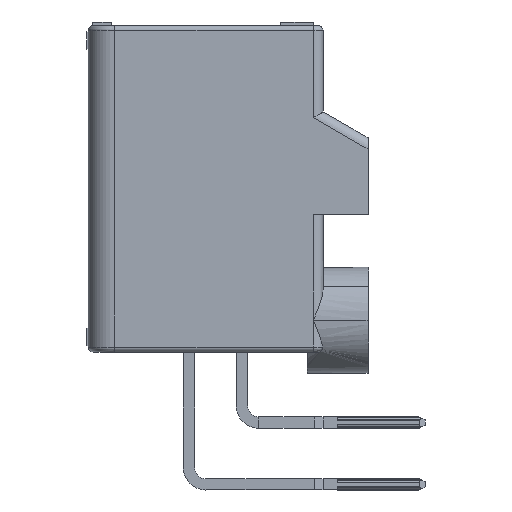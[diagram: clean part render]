
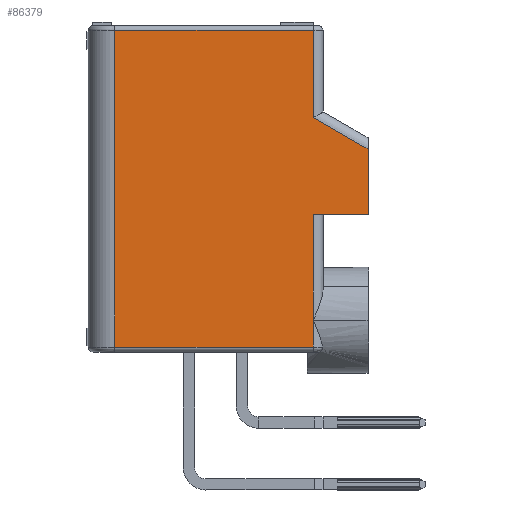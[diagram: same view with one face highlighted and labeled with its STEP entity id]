
A CAD part, left-side view. The second image highlights one B-rep face of the part: STEP entity #86379.
In plain terms, the highlighted planar face has unit normal (-1, 0, 0).
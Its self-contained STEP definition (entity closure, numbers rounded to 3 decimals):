
#1690=CARTESIAN_POINT('',(-16.15,-6.1,-7.45));
#1691=VERTEX_POINT('',#1690);
#2037=CARTESIAN_POINT('',(-16.15,-6.1,-8.97));
#2038=VERTEX_POINT('',#2037);
#2079=CARTESIAN_POINT('',(-16.15,5.15,-8.97));
#2080=VERTEX_POINT('',#2079);
#2081=CARTESIAN_POINT('',(-16.15,-6.1,-8.97));
#2082=CARTESIAN_POINT('',(-16.15,-3.85,-8.97));
#2083=CARTESIAN_POINT('',(-16.15,-1.6,-8.97));
#2084=CARTESIAN_POINT('',(-16.15,0.65,-8.97));
#2085=CARTESIAN_POINT('',(-16.15,2.9,-8.97));
#2086=CARTESIAN_POINT('',(-16.15,5.15,-8.97));
#2087=B_SPLINE_CURVE_WITH_KNOTS('',5,(#2081,#2082,#2083,#2084,#2085,#2086),.UNSPECIFIED.,.F.,.U.,(6,6),(0.,11.25),.UNSPECIFIED.);
#2088=EDGE_CURVE('',#2038,#2080,#2087,.T.);
#7125=CARTESIAN_POINT('',(-16.15,5.15,8.97));
#7126=VERTEX_POINT('',#7125);
#7127=CARTESIAN_POINT('',(-16.15,5.15,-8.97));
#7128=CARTESIAN_POINT('',(-16.15,5.15,-5.382));
#7129=CARTESIAN_POINT('',(-16.15,5.15,-1.794));
#7130=CARTESIAN_POINT('',(-16.15,5.15,1.794));
#7131=CARTESIAN_POINT('',(-16.15,5.15,5.382));
#7132=CARTESIAN_POINT('',(-16.15,5.15,8.97));
#7133=B_SPLINE_CURVE_WITH_KNOTS('',5,(#7127,#7128,#7129,#7130,#7131,#7132),.UNSPECIFIED.,.F.,.U.,(6,6),(0.,17.94),.UNSPECIFIED.);
#7134=EDGE_CURVE('',#2080,#7126,#7133,.T.);
#7175=CARTESIAN_POINT('',(-16.15,-6.1,-1.45));
#7176=VERTEX_POINT('',#7175);
#7195=CARTESIAN_POINT('',(-16.15,-6.1,-1.45));
#7196=CARTESIAN_POINT('',(-16.15,-6.1,-2.65));
#7197=CARTESIAN_POINT('',(-16.15,-6.1,-3.85));
#7198=CARTESIAN_POINT('',(-16.15,-6.1,-5.05));
#7199=CARTESIAN_POINT('',(-16.15,-6.1,-6.25));
#7200=CARTESIAN_POINT('',(-16.15,-6.1,-7.45));
#7201=B_SPLINE_CURVE_WITH_KNOTS('',5,(#7195,#7196,#7197,#7198,#7199,#7200),.UNSPECIFIED.,.F.,.U.,(6,6),(0.,6.),.UNSPECIFIED.);
#7202=EDGE_CURVE('',#7176,#1691,#7201,.T.);
#7808=CARTESIAN_POINT('',(-16.15,-6.1,-7.45));
#7809=CARTESIAN_POINT('',(-16.15,-6.1,-7.754));
#7810=CARTESIAN_POINT('',(-16.15,-6.1,-8.058));
#7811=CARTESIAN_POINT('',(-16.15,-6.1,-8.362));
#7812=CARTESIAN_POINT('',(-16.15,-6.1,-8.666));
#7813=CARTESIAN_POINT('',(-16.15,-6.1,-8.97));
#7814=B_SPLINE_CURVE_WITH_KNOTS('',5,(#7808,#7809,#7810,#7811,#7812,#7813),.UNSPECIFIED.,.F.,.U.,(6,6),(0.,1.52),.UNSPECIFIED.);
#7815=EDGE_CURVE('',#1691,#2038,#7814,.T.);
#86194=CARTESIAN_POINT('',(-16.15,-9.2,-1.45));
#86195=VERTEX_POINT('',#86194);
#86205=CARTESIAN_POINT('',(-16.15,-9.2,-1.45));
#86206=CARTESIAN_POINT('',(-16.15,-8.58,-1.45));
#86207=CARTESIAN_POINT('',(-16.15,-7.96,-1.45));
#86208=CARTESIAN_POINT('',(-16.15,-7.34,-1.45));
#86209=CARTESIAN_POINT('',(-16.15,-6.72,-1.45));
#86210=CARTESIAN_POINT('',(-16.15,-6.1,-1.45));
#86211=B_SPLINE_CURVE_WITH_KNOTS('',5,(#86205,#86206,#86207,#86208,#86209,#86210),.UNSPECIFIED.,.F.,.U.,(6,6),(0.,3.1),.UNSPECIFIED.);
#86212=EDGE_CURVE('',#86195,#7176,#86211,.T.);
#86325=CARTESIAN_POINT('',(-16.15,-2.025,0.));
#86326=DIRECTION('',(0.,-1.,0.));
#86327=DIRECTION('',(-1.,0.,0.));
#86328=AXIS2_PLACEMENT_3D('',#86325,#86327,#86326);
#86329=PLANE('',#86328);
#86330=CARTESIAN_POINT('',(-16.15,-9.2,2.244));
#86331=VERTEX_POINT('',#86330);
#86332=CARTESIAN_POINT('',(-16.15,-6.1,4.032));
#86333=VERTEX_POINT('',#86332);
#86334=CARTESIAN_POINT('',(-16.15,-9.2,2.244));
#86335=CARTESIAN_POINT('',(-16.15,-8.58,2.602));
#86336=CARTESIAN_POINT('',(-16.15,-7.96,2.959));
#86337=CARTESIAN_POINT('',(-16.15,-7.34,3.317));
#86338=CARTESIAN_POINT('',(-16.15,-6.72,3.675));
#86339=CARTESIAN_POINT('',(-16.15,-6.1,4.032));
#86340=B_SPLINE_CURVE_WITH_KNOTS('',5,(#86334,#86335,#86336,#86337,#86338,#86339),.UNSPECIFIED.,.F.,.U.,(6,6),(0.,3.579),.UNSPECIFIED.);
#86341=EDGE_CURVE('',#86331,#86333,#86340,.T.);
#86342=ORIENTED_EDGE('',*,*,#86341,.T.);
#86343=CARTESIAN_POINT('',(-16.15,-6.1,8.97));
#86344=VERTEX_POINT('',#86343);
#86345=CARTESIAN_POINT('',(-16.15,-6.1,4.032));
#86346=CARTESIAN_POINT('',(-16.15,-6.1,5.02));
#86347=CARTESIAN_POINT('',(-16.15,-6.1,6.007));
#86348=CARTESIAN_POINT('',(-16.15,-6.1,6.995));
#86349=CARTESIAN_POINT('',(-16.15,-6.1,7.982));
#86350=CARTESIAN_POINT('',(-16.15,-6.1,8.97));
#86351=B_SPLINE_CURVE_WITH_KNOTS('',5,(#86345,#86346,#86347,#86348,#86349,#86350),.UNSPECIFIED.,.F.,.U.,(6,6),(0.,4.938),.UNSPECIFIED.);
#86352=EDGE_CURVE('',#86333,#86344,#86351,.T.);
#86353=ORIENTED_EDGE('',*,*,#86352,.T.);
#86354=CARTESIAN_POINT('',(-16.15,-6.1,8.97));
#86355=CARTESIAN_POINT('',(-16.15,-3.85,8.97));
#86356=CARTESIAN_POINT('',(-16.15,-1.6,8.97));
#86357=CARTESIAN_POINT('',(-16.15,0.65,8.97));
#86358=CARTESIAN_POINT('',(-16.15,2.9,8.97));
#86359=CARTESIAN_POINT('',(-16.15,5.15,8.97));
#86360=B_SPLINE_CURVE_WITH_KNOTS('',5,(#86354,#86355,#86356,#86357,#86358,#86359),.UNSPECIFIED.,.F.,.U.,(6,6),(0.,11.25),.UNSPECIFIED.);
#86361=EDGE_CURVE('',#86344,#7126,#86360,.T.);
#86362=ORIENTED_EDGE('',*,*,#86361,.T.);
#86363=ORIENTED_EDGE('',*,*,#7134,.F.);
#86364=ORIENTED_EDGE('',*,*,#2088,.F.);
#86365=ORIENTED_EDGE('',*,*,#7815,.F.);
#86366=ORIENTED_EDGE('',*,*,#7202,.F.);
#86367=ORIENTED_EDGE('',*,*,#86212,.F.);
#86368=CARTESIAN_POINT('',(-16.15,-9.2,-1.45));
#86369=CARTESIAN_POINT('',(-16.15,-9.2,-0.711));
#86370=CARTESIAN_POINT('',(-16.15,-9.2,0.028));
#86371=CARTESIAN_POINT('',(-16.15,-9.2,0.766));
#86372=CARTESIAN_POINT('',(-16.15,-9.2,1.505));
#86373=CARTESIAN_POINT('',(-16.15,-9.2,2.244));
#86374=B_SPLINE_CURVE_WITH_KNOTS('',5,(#86368,#86369,#86370,#86371,#86372,#86373),.UNSPECIFIED.,.F.,.U.,(6,6),(0.,3.694),.UNSPECIFIED.);
#86375=EDGE_CURVE('',#86195,#86331,#86374,.T.);
#86376=ORIENTED_EDGE('',*,*,#86375,.T.);
#86377=EDGE_LOOP('',(#86342,#86353,#86362,#86363,#86364,#86365,#86366,#86367,#86376));
#86378=FACE_OUTER_BOUND('',#86377,.T.);
#86379=ADVANCED_FACE('',(#86378),#86329,.T.);
